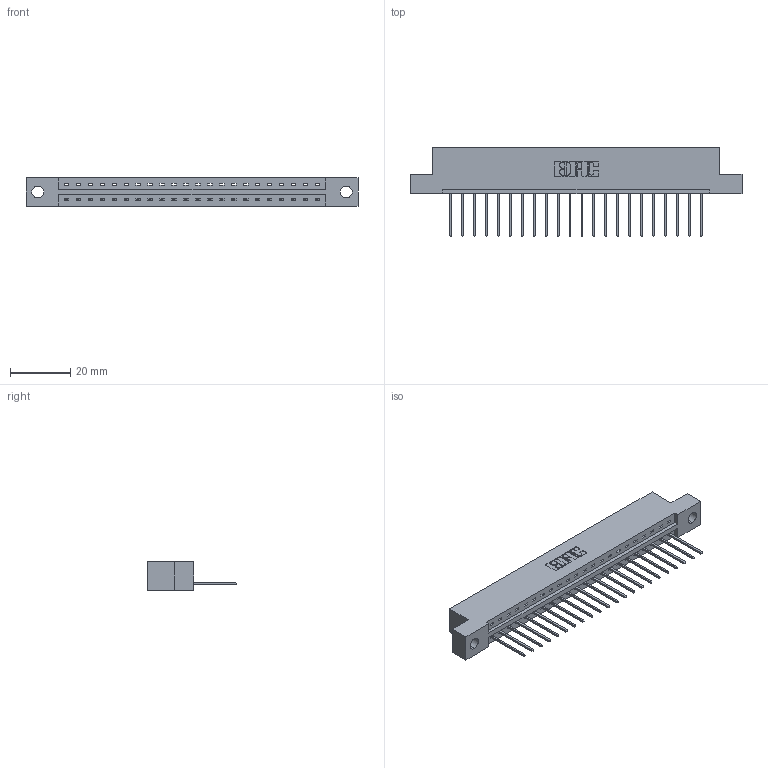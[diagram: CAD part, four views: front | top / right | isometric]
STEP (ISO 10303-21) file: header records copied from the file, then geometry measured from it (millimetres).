
FILE_DESCRIPTION (( 'STEP AP203' ), '1' );
FILE_NAME ('387-022-540-104.STEP', '2018-09-14T04:17:46', ( '' ), ( '' ), 'SwSTEP 2.0', 'SolidWorks 2016', '' );
FILE_SCHEMA (( 'CONFIG_CONTROL_DESIGN' ));
Length unit declared in the file: inch
Products named in the file (3): 337 Part_Flush Mounting Lugs - 0.156 Dia-TH; 345-292-001_345-293-140; 387-022-540-104
Assembly tree (23 placements, depth 2):
  387-022-540-104
    337 Part_Flush Mounting Lugs - 0.156 Dia-TH
    345-292-001_345-293-140  x22
Bounding box: 110.19 x 29.47 x 9.4 mm (x, y, z)
Volume: 11143.6 mm3; surface area: 11420.6 mm2
Topology: 23 solids, 23 shells, 1478 faces, 4447 edges, 2934 vertices
Faces by surface type: plane 1082, cylinder 396
Entity records: 18961 total; most frequent: CARTESIAN_POINT 3308, ORIENTED_EDGE 3266, DIRECTION 2825, EDGE_CURVE 1633, VECTOR 1505, LINE 1505, VERTEX_POINT 1086, AXIS2_PLACEMENT_3D 660
